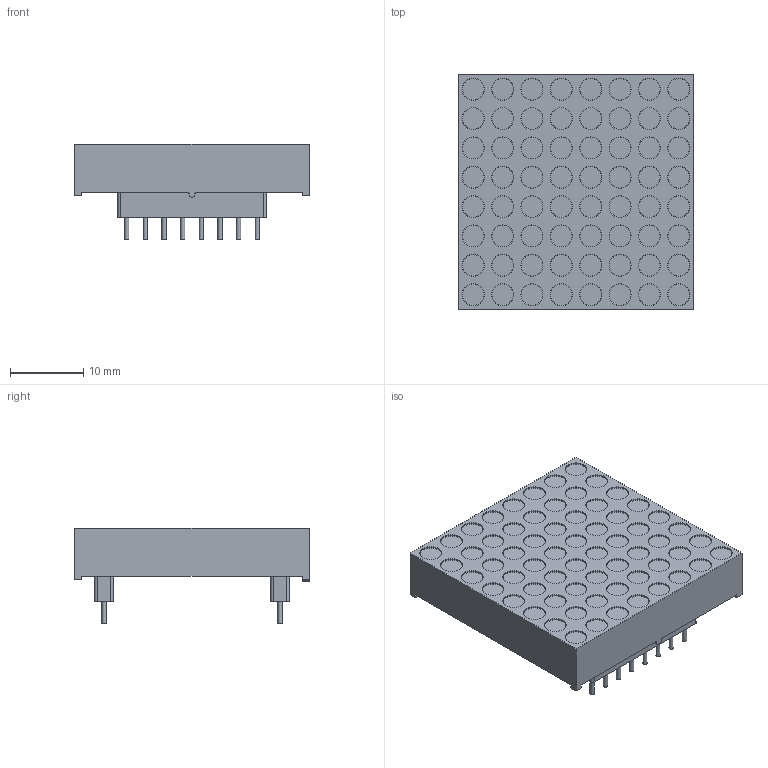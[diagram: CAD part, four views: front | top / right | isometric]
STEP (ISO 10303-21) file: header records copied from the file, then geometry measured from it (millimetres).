
FILE_DESCRIPTION(/* description */ (''),/* implementation_level */ '2;1');
FILE_NAME(/* name */ '1088ASBSv5.step',/* time_stamp */ '2024-03-13T19:26:39+01:00',/* author */ (''),/* organization */ (''),/* preprocessor_version */ 'ST-DEVELOPER v20',/* originating_system */ 'Autodesk Translation Framework v12.20.1.177',/* authorisation */ '');
FILE_SCHEMA (('AUTOMOTIVE_DESIGN { 1 0 10303 214 3 1 1 }'));
Length unit declared in the file: millimetre
Products named in the file (1): 1088ASBS
Bounding box: 32 x 32 x 13 mm (x, y, z)
Volume: 6552.9 mm3; surface area: 3733.8 mm2
Topology: 19 solids, 19 shells, 291 faces, 558 edges, 369 vertices
Faces by surface type: plane 136, cylinder 91, torus 64
Full cylindrical faces by diameter (mm): 0.6 x16, 3 x64
Entity records: 7606 total; most frequent: DIRECTION 1516, CARTESIAN_POINT 1219, ORIENTED_EDGE 1116, AXIS2_PLACEMENT_3D 666, EDGE_CURVE 558, CIRCLE 374, VERTEX_POINT 369, EDGE_LOOP 355
